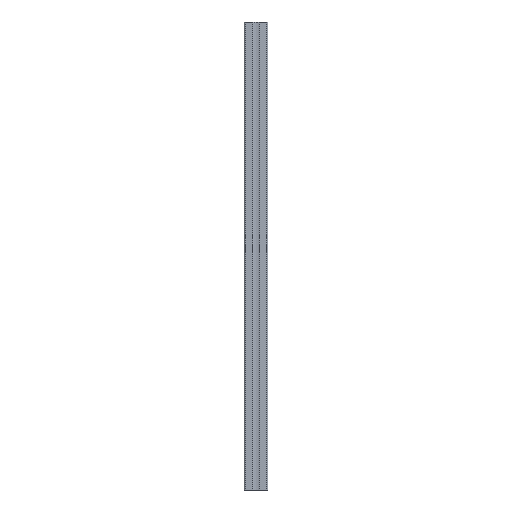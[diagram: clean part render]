
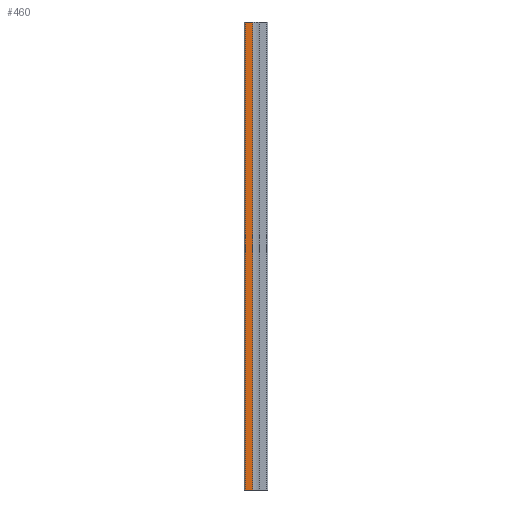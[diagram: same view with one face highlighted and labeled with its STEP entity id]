
A CAD part, left-side view. The second image highlights one B-rep face of the part: STEP entity #460.
In plain terms, the highlighted planar face has unit normal (-1, 0, 0).
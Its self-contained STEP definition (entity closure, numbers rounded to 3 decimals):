
#218 = EDGE_CURVE ( 'NONE', #219, #577, #1527, .T. ) ;
#219 = VERTEX_POINT ( 'NONE', #1499 ) ;
#258 = VERTEX_POINT ( 'NONE', #1689 ) ;
#260 = EDGE_CURVE ( 'NONE', #258, #261, #1688, .T. ) ;
#261 = VERTEX_POINT ( 'NONE', #1684 ) ;
#460 = ADVANCED_FACE ( 'NONE', ( #1988 ), #2216, .F. ) ;
#461 = ORIENTED_EDGE ( 'NONE', *, *, #218, .T. ) ;
#462 = ORIENTED_EDGE ( 'NONE', *, *, #463, .F. ) ;
#463 = EDGE_CURVE ( 'NONE', #261, #577, #2182, .T. ) ;
#464 = ORIENTED_EDGE ( 'NONE', *, *, #260, .F. ) ;
#465 = ORIENTED_EDGE ( 'NONE', *, *, #581, .T. ) ;
#577 = VERTEX_POINT ( 'NONE', #2295 ) ;
#581 = EDGE_CURVE ( 'NONE', #258, #219, #2371, .T. ) ;
#583 = EDGE_LOOP ( 'NONE', ( #461, #462, #464, #465 ) ) ;
#1499 = CARTESIAN_POINT ( 'NONE',  ( -12.497, 11.481, -250. ) ) ;
#1500 = DIRECTION ( 'NONE',  ( 0., -1., 0. ) ) ;
#1525 = VECTOR ( 'NONE', #1500, 1000. ) ;
#1526 = CARTESIAN_POINT ( 'NONE',  ( -12.497, 11.481, -250. ) ) ;
#1527 = LINE ( 'NONE', #1526, #1525 ) ;
#1684 = CARTESIAN_POINT ( 'NONE',  ( -12.497, 3.251, 250. ) ) ;
#1685 = DIRECTION ( 'NONE',  ( 0., -1., 0. ) ) ;
#1686 = VECTOR ( 'NONE', #1685, 1000. ) ;
#1687 = CARTESIAN_POINT ( 'NONE',  ( -12.497, 11.481, 250. ) ) ;
#1688 = LINE ( 'NONE', #1687, #1686 ) ;
#1689 = CARTESIAN_POINT ( 'NONE',  ( -12.497, 11.481, 250. ) ) ;
#1988 = FACE_OUTER_BOUND ( 'NONE', #583, .T. ) ;
#2137 = DIRECTION ( 'NONE',  ( 0., 0., -1. ) ) ;
#2173 = DIRECTION ( 'NONE',  ( 1., 0., 0. ) ) ;
#2174 = CARTESIAN_POINT ( 'NONE',  ( -12.497, 11.481, 250. ) ) ;
#2179 = DIRECTION ( 'NONE',  ( 0., 0., -1. ) ) ;
#2180 = VECTOR ( 'NONE', #2179, 1000. ) ;
#2181 = CARTESIAN_POINT ( 'NONE',  ( -12.497, 3.251, 250. ) ) ;
#2182 = LINE ( 'NONE', #2181, #2180 ) ;
#2194 = AXIS2_PLACEMENT_3D ( 'NONE', #2174, #2173, #2137 ) ;
#2216 = PLANE ( 'NONE',  #2194 ) ;
#2295 = CARTESIAN_POINT ( 'NONE',  ( -12.497, 3.251, -250. ) ) ;
#2370 = CARTESIAN_POINT ( 'NONE',  ( -12.497, 11.481, 250. ) ) ;
#2371 = LINE ( 'NONE', #2370, #2448 ) ;
#2447 = DIRECTION ( 'NONE',  ( 0., 0., -1. ) ) ;
#2448 = VECTOR ( 'NONE', #2447, 1000. ) ;
